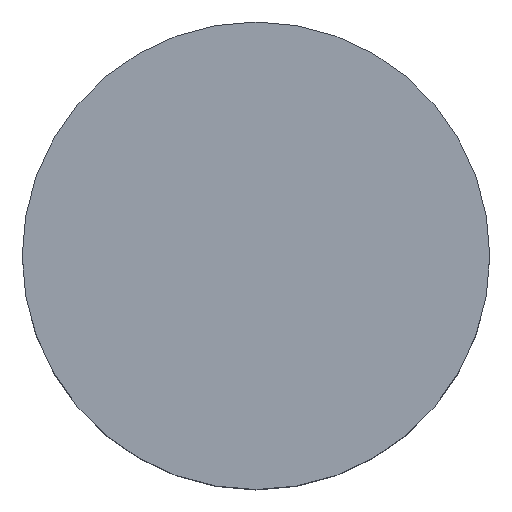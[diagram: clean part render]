
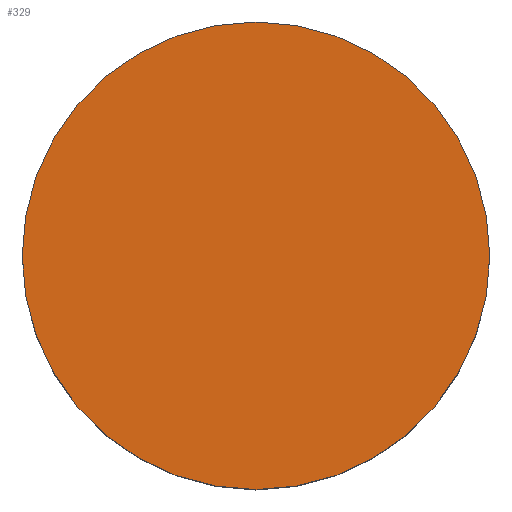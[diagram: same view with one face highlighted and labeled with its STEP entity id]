
A CAD part, top view. The second image highlights one B-rep face of the part: STEP entity #329.
In plain terms, the highlighted planar face has unit normal (0, 0, 1).
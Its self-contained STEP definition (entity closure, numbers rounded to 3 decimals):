
#5 = DIRECTION ( 'NONE',  ( 0., 0., 1. ) ) ;
#6 = ORIENTED_EDGE ( 'NONE', *, *, #35, .T. ) ;
#35 = EDGE_CURVE ( 'NONE', #310, #112, #339, .T. ) ;
#36 = CARTESIAN_POINT ( 'NONE',  ( -2., 0., 0. ) ) ;
#40 = DIRECTION ( 'NONE',  ( 0., 0., 1. ) ) ;
#60 = CARTESIAN_POINT ( 'NONE',  ( 0., 0., 0. ) ) ;
#69 = CARTESIAN_POINT ( 'NONE',  ( 2., 0., 0. ) ) ;
#112 = VERTEX_POINT ( 'NONE', #69 ) ;
#128 = DIRECTION ( 'NONE',  ( 1., 0., 0. ) ) ;
#154 = DIRECTION ( 'NONE',  ( 1., 0., 0. ) ) ;
#157 = EDGE_CURVE ( 'NONE', #112, #310, #239, .T. ) ;
#168 = DIRECTION ( 'NONE',  ( 1., 0., 0. ) ) ;
#199 = CARTESIAN_POINT ( 'NONE',  ( 0., 0., 0. ) ) ;
#223 = AXIS2_PLACEMENT_3D ( 'NONE', #60, #324, #168 ) ;
#239 = CIRCLE ( 'NONE', #274, 2. ) ;
#247 = CARTESIAN_POINT ( 'NONE',  ( 0., 0., 0. ) ) ;
#250 = FACE_OUTER_BOUND ( 'NONE', #263, .T. ) ;
#263 = EDGE_LOOP ( 'NONE', ( #294, #6 ) ) ;
#274 = AXIS2_PLACEMENT_3D ( 'NONE', #247, #5, #128 ) ;
#294 = ORIENTED_EDGE ( 'NONE', *, *, #157, .T. ) ;
#301 = PLANE ( 'NONE',  #318 ) ;
#310 = VERTEX_POINT ( 'NONE', #36 ) ;
#318 = AXIS2_PLACEMENT_3D ( 'NONE', #199, #40, #154 ) ;
#324 = DIRECTION ( 'NONE',  ( 0., 0., 1. ) ) ;
#329 = ADVANCED_FACE ( 'NONE', ( #250 ), #301, .T. ) ;
#339 = CIRCLE ( 'NONE', #223, 2. ) ;
